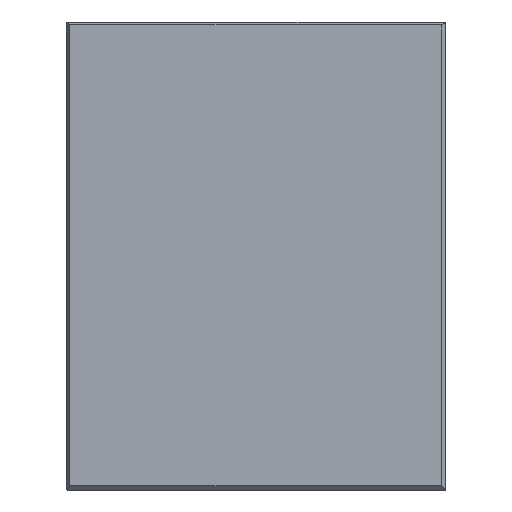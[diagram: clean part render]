
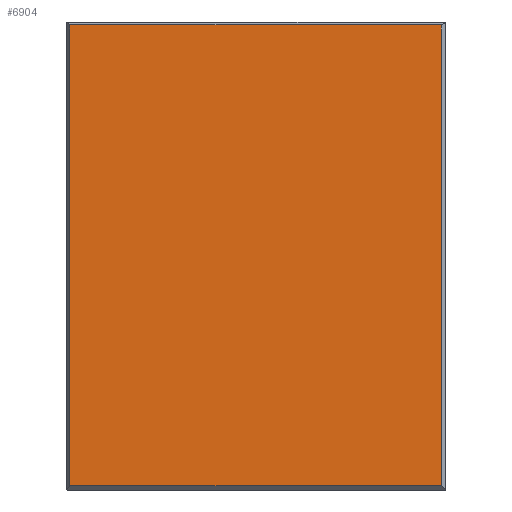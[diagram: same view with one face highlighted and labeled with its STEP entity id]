
A CAD part, left-side view. The second image highlights one B-rep face of the part: STEP entity #6904.
In plain terms, the highlighted planar face has unit normal (-1, 0, 0).
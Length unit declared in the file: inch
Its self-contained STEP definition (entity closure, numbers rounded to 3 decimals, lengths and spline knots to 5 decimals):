
#726 = ORIENTED_EDGE ( 'NONE', *, *, #11573, .T. ) ;
#914 = VERTEX_POINT ( 'NONE', #6665 ) ;
#1192 = DIRECTION ( 'NONE',  ( 0., 1., 0. ) ) ;
#1411 = LINE ( 'NONE', #12873, #8371 ) ;
#1732 = LINE ( 'NONE', #9263, #7642 ) ;
#2771 = CARTESIAN_POINT ( 'NONE',  ( -4.21, 0.91385, -1.155 ) ) ;
#3548 = DIRECTION ( 'NONE',  ( -1., 0., 0. ) ) ;
#3725 = VERTEX_POINT ( 'NONE', #12924 ) ;
#4100 = EDGE_CURVE ( 'NONE', #914, #3725, #6485, .T. ) ;
#4455 = VECTOR ( 'NONE', #13024, 39.37008 ) ;
#4911 = DIRECTION ( 'NONE',  ( 0., 0., 1. ) ) ;
#5356 = CARTESIAN_POINT ( 'NONE',  ( -4.21, -0.91, -1.13 ) ) ;
#5682 = ORIENTED_EDGE ( 'NONE', *, *, #4100, .T. ) ;
#6485 = LINE ( 'NONE', #2771, #11826 ) ;
#6665 = CARTESIAN_POINT ( 'NONE',  ( -4.21, 0.91385, 1.13433 ) ) ;
#6904 = ADVANCED_FACE ( 'NONE', ( #13944 ), #8040, .T. ) ;
#7342 = LINE ( 'NONE', #11897, #4455 ) ;
#7633 = DIRECTION ( 'NONE',  ( 0., 0., -1. ) ) ;
#7642 = VECTOR ( 'NONE', #1192, 39.37008 ) ;
#8040 = PLANE ( 'NONE',  #12047 ) ;
#8371 = VECTOR ( 'NONE', #4911, 39.37008 ) ;
#9263 = CARTESIAN_POINT ( 'NONE',  ( -4.21, 0.935, 1.13433 ) ) ;
#9269 = DIRECTION ( 'NONE',  ( 0., 0., 1. ) ) ;
#10277 = EDGE_CURVE ( 'NONE', #3725, #11694, #7342, .T. ) ;
#10462 = EDGE_LOOP ( 'NONE', ( #5682, #13543, #726, #13668 ) ) ;
#10769 = VERTEX_POINT ( 'NONE', #13359 ) ;
#11407 = EDGE_CURVE ( 'NONE', #10769, #914, #1732, .T. ) ;
#11573 = EDGE_CURVE ( 'NONE', #11694, #10769, #1411, .T. ) ;
#11694 = VERTEX_POINT ( 'NONE', #5356 ) ;
#11826 = VECTOR ( 'NONE', #7633, 39.37008 ) ;
#11897 = CARTESIAN_POINT ( 'NONE',  ( -4.21, 0., -1.13 ) ) ;
#12047 = AXIS2_PLACEMENT_3D ( 'NONE', #12653, #3548, #9269 ) ;
#12653 = CARTESIAN_POINT ( 'NONE',  ( -4.21, 0., 0. ) ) ;
#12873 = CARTESIAN_POINT ( 'NONE',  ( -4.21, -0.91, 0. ) ) ;
#12924 = CARTESIAN_POINT ( 'NONE',  ( -4.21, 0.91385, -1.13 ) ) ;
#13024 = DIRECTION ( 'NONE',  ( 0., -1., 0. ) ) ;
#13359 = CARTESIAN_POINT ( 'NONE',  ( -4.21, -0.91, 1.13433 ) ) ;
#13543 = ORIENTED_EDGE ( 'NONE', *, *, #10277, .T. ) ;
#13668 = ORIENTED_EDGE ( 'NONE', *, *, #11407, .T. ) ;
#13944 = FACE_OUTER_BOUND ( 'NONE', #10462, .T. ) ;
